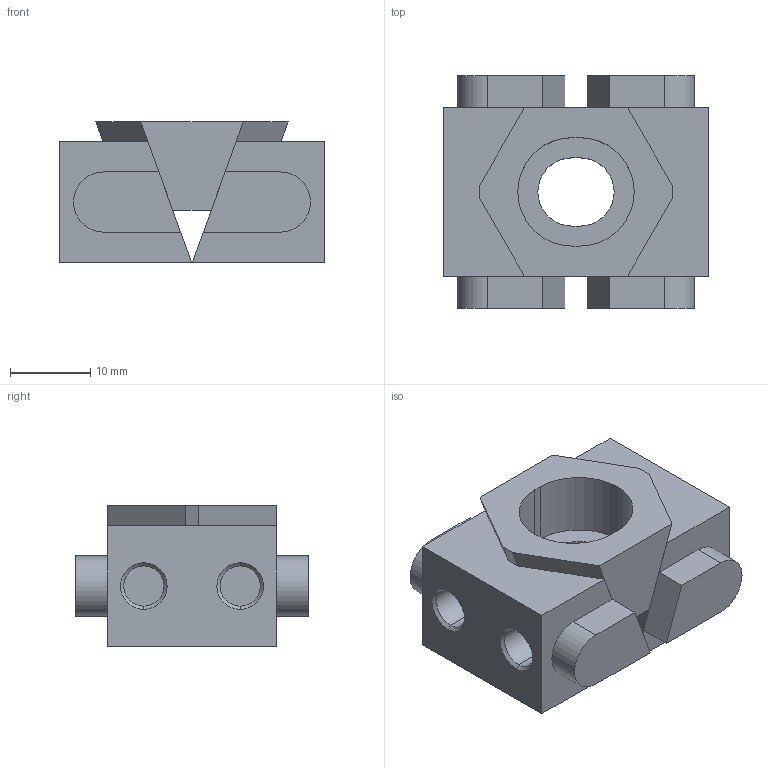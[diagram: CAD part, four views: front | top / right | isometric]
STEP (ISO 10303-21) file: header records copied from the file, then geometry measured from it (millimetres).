
FILE_DESCRIPTION (( 'STEP AP203' ), '1' );
FILE_NAME ('bk2-vt-t.STEP', '2021-10-25T01:27:55', ( '' ), ( '' ), 'SwSTEP 2.0', 'SolidWorks 2020', '' );
FILE_SCHEMA (( 'CONFIG_CONTROL_DESIGN' ));
Length unit declared in the file: millimetre
Products named in the file (4): bk2-vt-t_03; bk2-vt-t_01; bk2-vt-t; bk2-vt-t_02
Assembly tree (3 placements, depth 2):
  bk2-vt-t
    bk2-vt-t_01
    bk2-vt-t_02
    bk2-vt-t_03
Bounding box: 33 x 29 x 17.5 mm (x, y, z)
Volume: 9753.5 mm3; surface area: 5609 mm2
Topology: 3 solids, 3 shells, 77 faces, 182 edges, 116 vertices
Faces by surface type: plane 51, cylinder 18, cone 8
Entity records: 2610 total; most frequent: DIRECTION 392, CARTESIAN_POINT 381, ORIENTED_EDGE 364, EDGE_CURVE 182, LINE 138, VECTOR 138, AXIS2_PLACEMENT_3D 127, VERTEX_POINT 116
